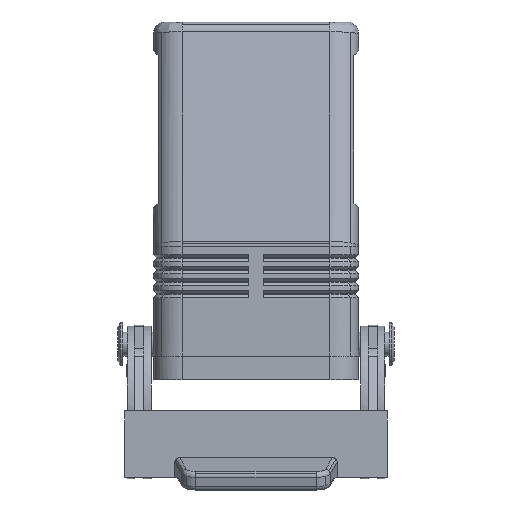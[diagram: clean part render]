
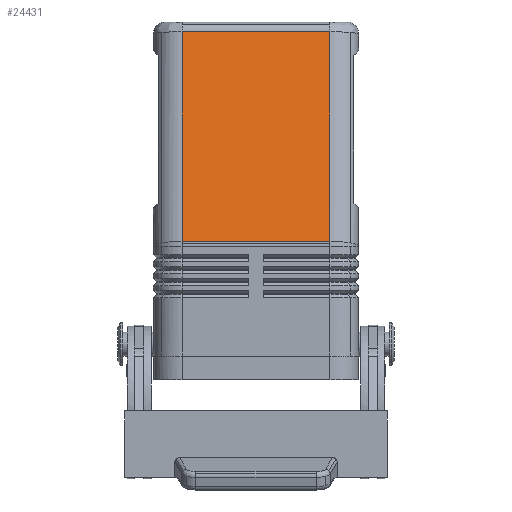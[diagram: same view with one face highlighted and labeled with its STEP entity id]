
A CAD part, left-side view. The second image highlights one B-rep face of the part: STEP entity #24431.
In plain terms, the highlighted planar face has unit normal (-0.984, 0, 0.18).
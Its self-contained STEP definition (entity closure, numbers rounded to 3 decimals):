
#1550=CARTESIAN_POINT('',(-36.402,-15.5,29.035));
#1551=VERTEX_POINT('',#1550);
#1559=CARTESIAN_POINT('',(-36.402,15.5,29.035));
#1560=VERTEX_POINT('',#1559);
#1561=CARTESIAN_POINT('',(-36.402,-15.5,29.035));
#1562=DIRECTION('',(0.0,1.0,0.0));
#1563=VECTOR('',#1562,31.);
#1564=LINE('',#1561,#1563);
#1565=EDGE_CURVE('',#1551,#1560,#1564,.T.);
#23900=CARTESIAN_POINT('',(-28.375,-15.5,72.95));
#23901=VERTEX_POINT('',#23900);
#23909=CARTESIAN_POINT('',(-28.375,-15.5,72.95));
#23910=DIRECTION('',(-0.18,0.,-0.984));
#23911=VECTOR('',#23910,44.642);
#23912=LINE('',#23909,#23911);
#23913=EDGE_CURVE('',#23901,#1551,#23912,.T.);
#24408=CARTESIAN_POINT('',(-28.,0.0,75.));
#24409=DIRECTION('',(-0.984,0.0,0.18));
#24410=DIRECTION('',(0.18,0.0,0.984));
#24411=AXIS2_PLACEMENT_3D('',#24408,#24409,#24410);
#24412=PLANE('',#24411);
#24413=ORIENTED_EDGE('',*,*,#23913,.F.);
#24414=CARTESIAN_POINT('',(-28.375,15.5,72.95));
#24415=VERTEX_POINT('',#24414);
#24416=CARTESIAN_POINT('',(-28.375,15.5,72.95));
#24417=DIRECTION('',(0.0,-1.0,0.0));
#24418=VECTOR('',#24417,31.0);
#24419=LINE('',#24416,#24418);
#24420=EDGE_CURVE('',#24415,#23901,#24419,.T.);
#24421=ORIENTED_EDGE('',*,*,#24420,.F.);
#24422=CARTESIAN_POINT('',(-36.402,15.5,29.035));
#24423=DIRECTION('',(0.18,0.,0.984));
#24424=VECTOR('',#24423,44.642);
#24425=LINE('',#24422,#24424);
#24426=EDGE_CURVE('',#1560,#24415,#24425,.T.);
#24427=ORIENTED_EDGE('',*,*,#24426,.F.);
#24428=ORIENTED_EDGE('',*,*,#1565,.F.);
#24429=EDGE_LOOP('',(#24413,#24421,#24427,#24428));
#24430=FACE_OUTER_BOUND('',#24429,.T.);
#24431=ADVANCED_FACE('',(#24430),#24412,.T.);
